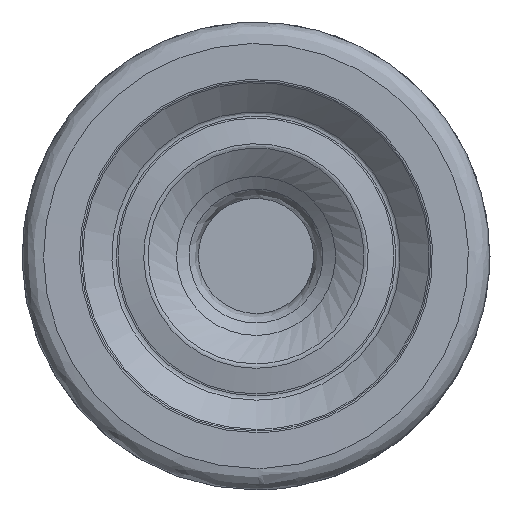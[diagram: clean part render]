
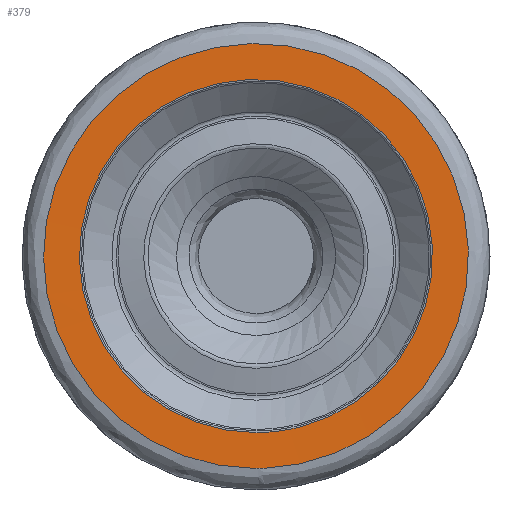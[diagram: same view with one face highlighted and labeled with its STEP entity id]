
A CAD part, left-side view. The second image highlights one B-rep face of the part: STEP entity #379.
In plain terms, the highlighted face is a revolution surface.
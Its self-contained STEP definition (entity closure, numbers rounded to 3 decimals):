
#36=SURFACE_OF_REVOLUTION('',#88,#62);
#62=AXIS1_PLACEMENT('',#1032,#863);
#88=LINE('',#1031,#102);
#102=VECTOR('',#862,1.282);
#309=FACE_BOUND('',#445,.T.);
#310=FACE_BOUND('',#446,.T.);
#379=ADVANCED_FACE('',(#309,#310),#36,.T.);
#445=EDGE_LOOP('',(#531));
#446=EDGE_LOOP('',(#532));
#531=ORIENTED_EDGE('',*,*,#643,.F.);
#532=ORIENTED_EDGE('',*,*,#644,.T.);
#600=VERTEX_POINT('',#1028);
#601=VERTEX_POINT('',#1030);
#643=EDGE_CURVE('',#600,#600,#686,.T.);
#644=EDGE_CURVE('',#601,#601,#687,.T.);
#686=CIRCLE('',#748,7.264);
#687=CIRCLE('',#749,6.037);
#748=AXIS2_PLACEMENT_3D('',#1027,#858,#859);
#749=AXIS2_PLACEMENT_3D('',#1029,#860,#861);
#858=DIRECTION('',(1.,0.,0.));
#859=DIRECTION('',(0.,0.,-1.));
#860=DIRECTION('',(1.,0.,0.));
#861=DIRECTION('',(0.,0.,-1.));
#862=DIRECTION('',(-0.005,-0.972,-0.235));
#863=DIRECTION('',(1.,0.,0.));
#1027=CARTESIAN_POINT('',(0.005,0.,0.));
#1028=CARTESIAN_POINT('',(0.005,0.,-7.264));
#1029=CARTESIAN_POINT('',(0.011,0.,0.));
#1030=CARTESIAN_POINT('',(0.011,0.,-6.037));
#1031=CARTESIAN_POINT('',(0.011,-6.015,0.507));
#1032=CARTESIAN_POINT('',(8.638,0.,0.));
